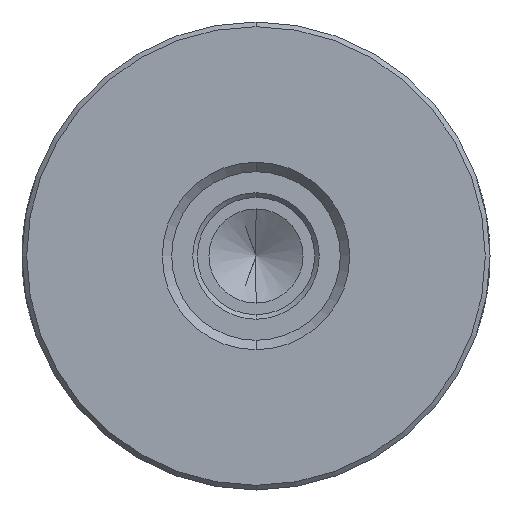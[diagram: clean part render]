
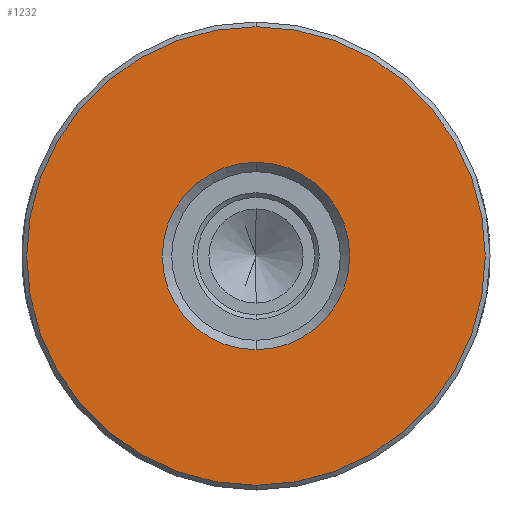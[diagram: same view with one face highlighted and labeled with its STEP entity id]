
A CAD part, front view. The second image highlights one B-rep face of the part: STEP entity #1232.
In plain terms, the highlighted planar face has unit normal (0, -1, 0).
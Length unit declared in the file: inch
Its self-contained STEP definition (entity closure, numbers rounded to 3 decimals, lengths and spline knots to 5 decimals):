
#86 = CIRCLE ( 'NONE', #810, 0.4895 ) ;
#171 = CIRCLE ( 'NONE', #1695, 0.2 ) ;
#210 = ORIENTED_EDGE ( 'NONE', *, *, #821, .F. ) ;
#212 = ORIENTED_EDGE ( 'NONE', *, *, #867, .F. ) ;
#214 = ORIENTED_EDGE ( 'NONE', *, *, #792, .T. ) ;
#242 = CIRCLE ( 'NONE', #786, 0.2 ) ;
#247 = VERTEX_POINT ( 'NONE', #505 ) ;
#248 = VERTEX_POINT ( 'NONE', #506 ) ;
#299 = VERTEX_POINT ( 'NONE', #500 ) ;
#323 = VERTEX_POINT ( 'NONE', #490 ) ;
#341 = EDGE_LOOP ( 'NONE', ( #212, #210 ) ) ;
#365 = EDGE_LOOP ( 'NONE', ( #433, #214 ) ) ;
#368 = CIRCLE ( 'NONE', #1663, 0.4895 ) ;
#433 = ORIENTED_EDGE ( 'NONE', *, *, #869, .T. ) ;
#453 = DIRECTION ( 'NONE',  ( 0., -1., 0. ) ) ;
#454 = DIRECTION ( 'NONE',  ( 0., 0., -1. ) ) ;
#456 = CARTESIAN_POINT ( 'NONE',  ( 0., 0., 0. ) ) ;
#490 = CARTESIAN_POINT ( 'NONE',  ( 0., 0., 0.4895 ) ) ;
#497 = CARTESIAN_POINT ( 'NONE',  ( 0., 0., 0. ) ) ;
#500 = CARTESIAN_POINT ( 'NONE',  ( 0., 0., -0.4895 ) ) ;
#505 = CARTESIAN_POINT ( 'NONE',  ( 0., 0., 0.2 ) ) ;
#506 = CARTESIAN_POINT ( 'NONE',  ( 0., 0., -0.2 ) ) ;
#564 = DIRECTION ( 'NONE',  ( 0., -1., 0. ) ) ;
#578 = DIRECTION ( 'NONE',  ( 0., 0., 1. ) ) ;
#786 = AXIS2_PLACEMENT_3D ( 'NONE', #456, #453, #454 ) ;
#792 = EDGE_CURVE ( 'NONE', #299, #323, #86, .T. ) ;
#810 = AXIS2_PLACEMENT_3D ( 'NONE', #497, #564, #578 ) ;
#821 = EDGE_CURVE ( 'NONE', #247, #248, #242, .T. ) ;
#867 = EDGE_CURVE ( 'NONE', #248, #247, #171, .T. ) ;
#869 = EDGE_CURVE ( 'NONE', #323, #299, #368, .T. ) ;
#1232 = ADVANCED_FACE ( 'NONE', ( #1587, #1596 ), #1909, .F. ) ;
#1317 = DIRECTION ( 'NONE',  ( 0., -1., 0. ) ) ;
#1318 = CARTESIAN_POINT ( 'NONE',  ( 0., 0., 0. ) ) ;
#1353 = DIRECTION ( 'NONE',  ( 0., 0., 1. ) ) ;
#1356 = DIRECTION ( 'NONE',  ( 0., 0., -1. ) ) ;
#1357 = DIRECTION ( 'NONE',  ( 0., -1., 0. ) ) ;
#1358 = CARTESIAN_POINT ( 'NONE',  ( 0., 0., 0. ) ) ;
#1587 = FACE_OUTER_BOUND ( 'NONE', #365, .T. ) ;
#1596 = FACE_BOUND ( 'NONE', #341, .T. ) ;
#1619 = AXIS2_PLACEMENT_3D ( 'NONE', #1904, #1871, #1870 ) ;
#1663 = AXIS2_PLACEMENT_3D ( 'NONE', #1318, #1317, #1353 ) ;
#1695 = AXIS2_PLACEMENT_3D ( 'NONE', #1358, #1357, #1356 ) ;
#1870 = DIRECTION ( 'NONE',  ( 0., 0., 1. ) ) ;
#1871 = DIRECTION ( 'NONE',  ( 0., 1., 0. ) ) ;
#1904 = CARTESIAN_POINT ( 'NONE',  ( 0., 0., 0. ) ) ;
#1909 = PLANE ( 'NONE',  #1619 ) ;
